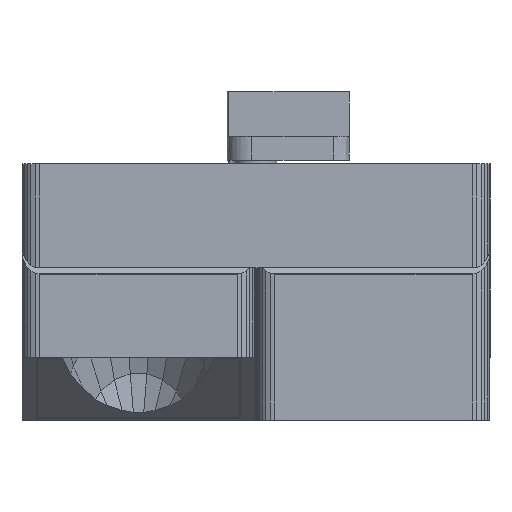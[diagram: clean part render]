
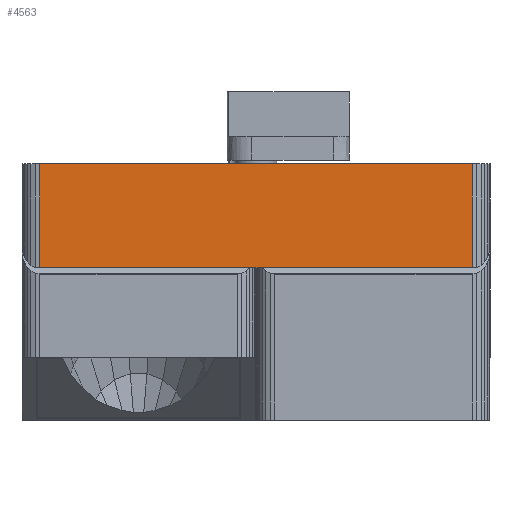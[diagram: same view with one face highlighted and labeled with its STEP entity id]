
A CAD part, left-side view. The second image highlights one B-rep face of the part: STEP entity #4563.
In plain terms, the highlighted planar face has unit normal (-1, 0, 0).
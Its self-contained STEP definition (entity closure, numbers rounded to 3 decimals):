
#201=FACE_OUTER_BOUND('',#447,.T.);
#447=EDGE_LOOP('',(#3692,#3693,#3694,#3695));
#895=LINE('',#7303,#1528);
#904=LINE('',#7321,#1537);
#927=LINE('',#7365,#1560);
#930=LINE('',#7370,#1563);
#1528=VECTOR('',#5565,261.);
#1537=VECTOR('',#5580,261.);
#1560=VECTOR('',#5619,1000.);
#1563=VECTOR('',#5626,1000.);
#2052=VERTEX_POINT('',#7300);
#2053=VERTEX_POINT('',#7302);
#2058=VERTEX_POINT('',#7318);
#2059=VERTEX_POINT('',#7320);
#2599=EDGE_CURVE('',#2052,#2053,#895,.T.);
#2608=EDGE_CURVE('',#2059,#2058,#904,.T.);
#2631=EDGE_CURVE('',#2058,#2053,#927,.T.);
#2634=EDGE_CURVE('',#2052,#2059,#930,.T.);
#3692=ORIENTED_EDGE('',*,*,#2631,.T.);
#3693=ORIENTED_EDGE('',*,*,#2599,.F.);
#3694=ORIENTED_EDGE('',*,*,#2634,.T.);
#3695=ORIENTED_EDGE('',*,*,#2608,.T.);
#4321=PLANE('',#4836);
#4563=ADVANCED_FACE('',(#201),#4321,.T.);
#4836=AXIS2_PLACEMENT_3D('',#7378,#5638,#5639);
#5565=DIRECTION('',(0.,1.,0.));
#5580=DIRECTION('',(0.,1.,0.));
#5619=DIRECTION('',(0.,0.,-1.));
#5626=DIRECTION('',(0.,0.,1.));
#5638=DIRECTION('center_axis',(-1.,0.,0.));
#5639=DIRECTION('ref_axis',(0.,0.,1.));
#7300=CARTESIAN_POINT('',(-42.5,-120.5,-72.505));
#7302=CARTESIAN_POINT('',(-42.5,120.5,-72.505));
#7303=CARTESIAN_POINT('',(-42.5,-130.5,-72.505));
#7318=CARTESIAN_POINT('',(-42.5,120.5,-14.505));
#7320=CARTESIAN_POINT('',(-42.5,-120.5,-14.505));
#7321=CARTESIAN_POINT('',(-42.5,-130.5,-14.505));
#7365=CARTESIAN_POINT('',(-42.5,120.5,-43.505));
#7370=CARTESIAN_POINT('',(-42.5,-120.5,-43.505));
#7378=CARTESIAN_POINT('Origin',(-42.5,0.,
-43.505));
